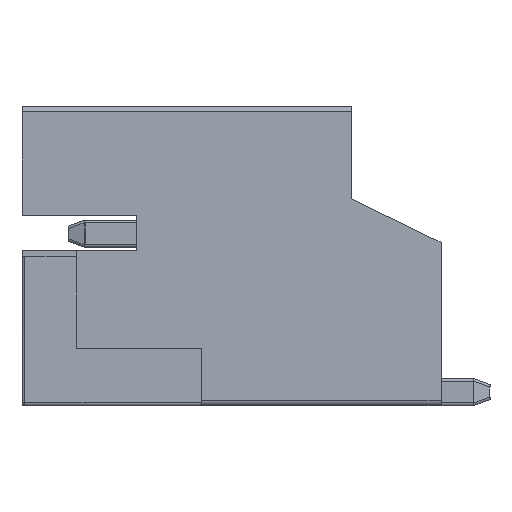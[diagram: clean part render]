
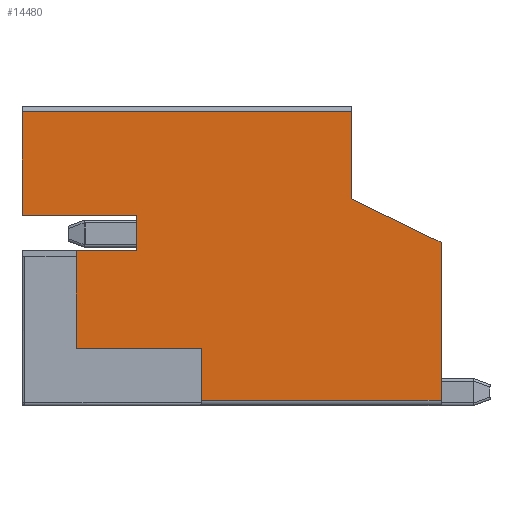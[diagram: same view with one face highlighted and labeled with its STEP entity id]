
A CAD part, left-side view. The second image highlights one B-rep face of the part: STEP entity #14480.
In plain terms, the highlighted planar face has unit normal (-1, 0, 0).
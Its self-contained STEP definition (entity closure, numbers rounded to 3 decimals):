
#1403=FACE_OUTER_BOUND('',#2210,.T.);
#2210=EDGE_LOOP('',(#10475,#10476,#10477,#10478,#10479,#10480,#10481,#10482,
#10483,#10484,#10485,#10486));
#3200=LINE('',#21957,#4585);
#3243=LINE('',#22043,#4628);
#3244=LINE('',#22045,#4629);
#3245=LINE('',#22047,#4630);
#3246=LINE('',#22048,#4631);
#3247=LINE('',#22050,#4632);
#3248=LINE('',#22052,#4633);
#3249=LINE('',#22054,#4634);
#3250=LINE('',#22056,#4635);
#3251=LINE('',#22058,#4636);
#3252=LINE('',#22060,#4637);
#3253=LINE('',#22061,#4638);
#4585=VECTOR('',#18135,1.);
#4628=VECTOR('',#18186,1.);
#4629=VECTOR('',#18187,1.);
#4630=VECTOR('',#18188,1.);
#4631=VECTOR('',#18189,1.);
#4632=VECTOR('',#18190,1.);
#4633=VECTOR('',#18191,1.);
#4634=VECTOR('',#18192,1.);
#4635=VECTOR('',#18193,1.);
#4636=VECTOR('',#18194,1.);
#4637=VECTOR('',#18195,1.);
#4638=VECTOR('',#18196,1.);
#6011=VERTEX_POINT('',#21954);
#6012=VERTEX_POINT('',#21956);
#6050=VERTEX_POINT('',#22041);
#6051=VERTEX_POINT('',#22042);
#6052=VERTEX_POINT('',#22044);
#6053=VERTEX_POINT('',#22046);
#6054=VERTEX_POINT('',#22049);
#6055=VERTEX_POINT('',#22051);
#6056=VERTEX_POINT('',#22053);
#6057=VERTEX_POINT('',#22055);
#6058=VERTEX_POINT('',#22057);
#6059=VERTEX_POINT('',#22059);
#7616=EDGE_CURVE('',#6011,#6012,#3200,.T.);
#7661=EDGE_CURVE('',#6050,#6051,#3243,.T.);
#7662=EDGE_CURVE('',#6050,#6052,#3244,.T.);
#7663=EDGE_CURVE('',#6052,#6053,#3245,.T.);
#7664=EDGE_CURVE('',#6053,#6012,#3246,.T.);
#7665=EDGE_CURVE('',#6011,#6054,#3247,.T.);
#7666=EDGE_CURVE('',#6054,#6055,#3248,.T.);
#7667=EDGE_CURVE('',#6056,#6055,#3249,.T.);
#7668=EDGE_CURVE('',#6057,#6056,#3250,.T.);
#7669=EDGE_CURVE('',#6058,#6057,#3251,.T.);
#7670=EDGE_CURVE('',#6059,#6058,#3252,.T.);
#7671=EDGE_CURVE('',#6051,#6059,#3253,.T.);
#10475=ORIENTED_EDGE('',*,*,#7661,.F.);
#10476=ORIENTED_EDGE('',*,*,#7662,.T.);
#10477=ORIENTED_EDGE('',*,*,#7663,.T.);
#10478=ORIENTED_EDGE('',*,*,#7664,.T.);
#10479=ORIENTED_EDGE('',*,*,#7616,.F.);
#10480=ORIENTED_EDGE('',*,*,#7665,.T.);
#10481=ORIENTED_EDGE('',*,*,#7666,.T.);
#10482=ORIENTED_EDGE('',*,*,#7667,.F.);
#10483=ORIENTED_EDGE('',*,*,#7668,.F.);
#10484=ORIENTED_EDGE('',*,*,#7669,.F.);
#10485=ORIENTED_EDGE('',*,*,#7670,.F.);
#10486=ORIENTED_EDGE('',*,*,#7671,.F.);
#13007=PLANE('',#15700);
#14480=ADVANCED_FACE('',(#1403),#13007,.F.);
#15700=AXIS2_PLACEMENT_3D('',#22040,#18184,#18185);
#18135=DIRECTION('',(0.,0.,-1.));
#18184=DIRECTION('center_axis',(1.,0.,0.));
#18185=DIRECTION('ref_axis',(0.,1.,0.));
#18186=DIRECTION('',(0.,0.,1.));
#18187=DIRECTION('',(0.,-1.,0.));
#18188=DIRECTION('',(0.,0.,1.));
#18189=DIRECTION('',(0.,0.9,0.436));
#18190=DIRECTION('',(0.,1.,0.));
#18191=DIRECTION('',(0.,0.,-1.));
#18192=DIRECTION('',(0.,1.,0.));
#18193=DIRECTION('',(0.,0.,1.));
#18194=DIRECTION('',(0.,-1.,0.));
#18195=DIRECTION('',(0.,0.,1.));
#18196=DIRECTION('',(0.,1.,0.));
#21954=CARTESIAN_POINT('',(-8.,-1.775,5.4));
#21956=CARTESIAN_POINT('',(-8.,-1.775,3.8));
#21957=CARTESIAN_POINT('',(-8.,-1.775,5.5));
#22040=CARTESIAN_POINT('Origin',(-8.,-1.775,5.5));
#22041=CARTESIAN_POINT('',(-8.,0.975,0.1));
#22042=CARTESIAN_POINT('',(-8.,0.975,1.05));
#22043=CARTESIAN_POINT('',(-8.,0.975,0.));
#22044=CARTESIAN_POINT('',(-8.,-3.425,0.1));
#22045=CARTESIAN_POINT('',(-8.,-1.775,0.1));
#22046=CARTESIAN_POINT('',(-8.,-3.425,3.));
#22047=CARTESIAN_POINT('',(-8.,-3.425,0.));
#22048=CARTESIAN_POINT('',(-8.,-3.425,3.));
#22049=CARTESIAN_POINT('',(-8.,4.274,5.4));
#22050=CARTESIAN_POINT('',(-8.,4.274,5.4));
#22051=CARTESIAN_POINT('',(-8.,4.274,3.5));
#22052=CARTESIAN_POINT('',(-8.,4.274,5.5));
#22053=CARTESIAN_POINT('',(-8.,2.175,3.5));
#22054=CARTESIAN_POINT('',(-8.,2.175,3.5));
#22055=CARTESIAN_POINT('',(-8.,2.175,2.85));
#22056=CARTESIAN_POINT('',(-8.,2.175,3.5));
#22057=CARTESIAN_POINT('',(-8.,3.274,2.85));
#22058=CARTESIAN_POINT('',(-8.,2.175,2.85));
#22059=CARTESIAN_POINT('',(-8.,3.274,1.05));
#22060=CARTESIAN_POINT('',(-8.,3.274,2.85));
#22061=CARTESIAN_POINT('',(-8.,0.975,1.05));
